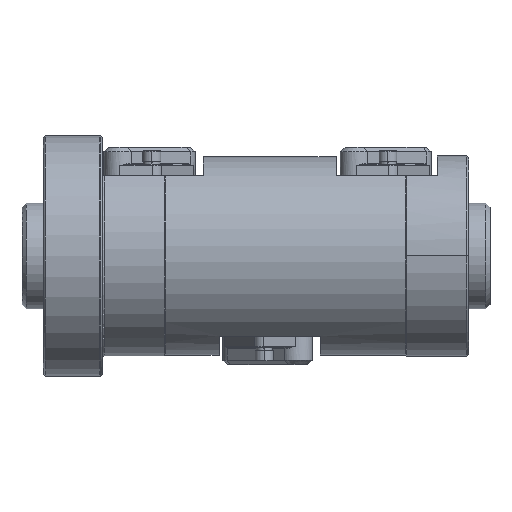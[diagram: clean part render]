
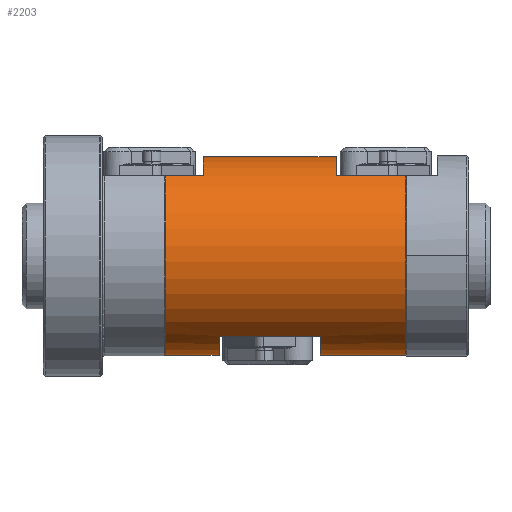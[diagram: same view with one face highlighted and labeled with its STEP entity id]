
A CAD part, top view. The second image highlights one B-rep face of the part: STEP entity #2203.
In plain terms, the highlighted cylindrical face has radius 47 mm (diameter 94 mm), a partial arc.
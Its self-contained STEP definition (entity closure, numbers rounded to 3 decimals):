
#2094=CARTESIAN_POINT('',(-144.,0.,
0.));
#2095=DIRECTION('',(-1.,0.,0.));
#2096=DIRECTION('',(0.,-1.,0.));
#2097=AXIS2_PLACEMENT_3D('',#2094,#2095,#2096);
#2099=DIRECTION('',(1.,0.,0.));
#2100=VECTOR('',#2099,18.);
#2101=CARTESIAN_POINT('',(-144.,38.,27.659));
#2102=LINE('',#2101,#2100);
#2103=CARTESIAN_POINT('',(-126.,0.,0.));
#2104=DIRECTION('',(-1.,0.,0.));
#2105=DIRECTION('',(0.,0.809,0.588));
#2106=AXIS2_PLACEMENT_3D('',#2103,#2104,#2105);
#2108=DIRECTION('',(1.,0.,0.));
#2109=VECTOR('',#2108,63.);
#2110=CARTESIAN_POINT('',(-126.,47.,0.));
#2111=LINE('',#2110,#2109);
#2112=CARTESIAN_POINT('',(-63.,0.,0.));
#2113=DIRECTION('',(1.,0.,0.));
#2114=DIRECTION('',(0.,1.,0.));
#2115=AXIS2_PLACEMENT_3D('',#2112,#2113,#2114);
#2117=DIRECTION('',(1.,0.,0.));
#2118=VECTOR('',#2117,33.);
#2119=CARTESIAN_POINT('',(-63.,38.,27.659));
#2120=LINE('',#2119,#2118);
#2121=CARTESIAN_POINT('',(-30.,0.,0.));
#2122=DIRECTION('',(1.,0.,0.));
#2123=DIRECTION('',(0.,0.809,0.588));
#2124=AXIS2_PLACEMENT_3D('',#2121,#2122,#2123);
#2126=DIRECTION('',(-1.,0.,0.));
#2127=VECTOR('',#2126,40.5);
#2128=CARTESIAN_POINT('',(-30.,-47.,0.));
#2129=LINE('',#2128,#2127);
#2130=CARTESIAN_POINT('',(-70.5,0.,0.));
#2131=DIRECTION('',(-1.,0.,0.));
#2132=DIRECTION('',(0.,-1.,0.));
#2133=AXIS2_PLACEMENT_3D('',#2130,#2131,#2132);
#2135=DIRECTION('',(-1.,0.,0.));
#2136=VECTOR('',#2135,48.);
#2137=CARTESIAN_POINT('',(-70.5,-38.,27.659));
#2138=LINE('',#2137,#2136);
#2139=CARTESIAN_POINT('',(-118.5,0.,0.));
#2140=DIRECTION('',(1.,0.,0.));
#2141=DIRECTION('',(0.,-0.809,0.588));
#2142=AXIS2_PLACEMENT_3D('',#2139,#2140,#2141);
#2144=DIRECTION('',(-1.,0.,0.));
#2145=VECTOR('',#2144,25.5);
#2146=CARTESIAN_POINT('',(-118.5,-47.,0.));
#2147=LINE('',#2146,#2145);
#2148=CARTESIAN_POINT('',(-144.,-47.,
0.));
#2149=CARTESIAN_POINT('',(-144.,38.,27.659));
#2150=VERTEX_POINT('',#2148);
#2151=VERTEX_POINT('',#2149);
#2152=CARTESIAN_POINT('',(-126.,38.,27.659));
#2153=VERTEX_POINT('',#2152);
#2154=CARTESIAN_POINT('',(-126.,47.,0.));
#2155=VERTEX_POINT('',#2154);
#2156=CARTESIAN_POINT('',(-63.,47.,0.));
#2157=VERTEX_POINT('',#2156);
#2158=CARTESIAN_POINT('',(-63.,38.,27.659));
#2159=VERTEX_POINT('',#2158);
#2160=CARTESIAN_POINT('',(-30.,38.,27.659));
#2161=VERTEX_POINT('',#2160);
#2162=CARTESIAN_POINT('',(-30.,-47.,0.));
#2163=VERTEX_POINT('',#2162);
#2164=CARTESIAN_POINT('',(-70.5,-47.,0.));
#2165=VERTEX_POINT('',#2164);
#2166=CARTESIAN_POINT('',(-70.5,-38.,27.659));
#2167=VERTEX_POINT('',#2166);
#2168=CARTESIAN_POINT('',(-118.5,-38.,27.659));
#2169=VERTEX_POINT('',#2168);
#2170=CARTESIAN_POINT('',(-118.5,-47.,0.));
#2171=VERTEX_POINT('',#2170);
#2172=CARTESIAN_POINT('',(-87.,0.,
0.));
#2173=DIRECTION('',(1.,0.,0.));
#2174=DIRECTION('',(0.,1.,0.));
#2175=AXIS2_PLACEMENT_3D('',#2172,#2173,#2174);
#2176=CYLINDRICAL_SURFACE('',#2175,47.);
#2178=ORIENTED_EDGE('',*,*,#2177,.T.);
#2180=ORIENTED_EDGE('',*,*,#2179,.T.);
#2182=ORIENTED_EDGE('',*,*,#2181,.T.);
#2184=ORIENTED_EDGE('',*,*,#2183,.T.);
#2186=ORIENTED_EDGE('',*,*,#2185,.T.);
#2188=ORIENTED_EDGE('',*,*,#2187,.T.);
#2190=ORIENTED_EDGE('',*,*,#2189,.T.);
#2192=ORIENTED_EDGE('',*,*,#2191,.T.);
#2194=ORIENTED_EDGE('',*,*,#2193,.T.);
#2196=ORIENTED_EDGE('',*,*,#2195,.T.);
#2198=ORIENTED_EDGE('',*,*,#2197,.T.);
#2200=ORIENTED_EDGE('',*,*,#2199,.T.);
#2201=EDGE_LOOP('',(#2178,#2180,#2182,#2184,#2186,#2188,#2190,#2192,#2194,#2196,
#2198,#2200));
#2202=FACE_OUTER_BOUND('',#2201,.F.);
#2203=ADVANCED_FACE('',(#2202),#2176,.T.);
#2098=CIRCLE('',#2097,47.);
#2107=CIRCLE('',#2106,47.);
#2116=CIRCLE('',#2115,47.);
#2125=CIRCLE('',#2124,47.);
#2134=CIRCLE('',#2133,47.);
#2143=CIRCLE('',#2142,47.);
#2177=EDGE_CURVE('',#2150,#2151,#2098,.T.);
#2179=EDGE_CURVE('',#2151,#2153,#2102,.T.);
#2181=EDGE_CURVE('',#2153,#2155,#2107,.T.);
#2183=EDGE_CURVE('',#2155,#2157,#2111,.T.);
#2185=EDGE_CURVE('',#2157,#2159,#2116,.T.);
#2187=EDGE_CURVE('',#2159,#2161,#2120,.T.);
#2189=EDGE_CURVE('',#2161,#2163,#2125,.T.);
#2191=EDGE_CURVE('',#2163,#2165,#2129,.T.);
#2193=EDGE_CURVE('',#2165,#2167,#2134,.T.);
#2195=EDGE_CURVE('',#2167,#2169,#2138,.T.);
#2197=EDGE_CURVE('',#2169,#2171,#2143,.T.);
#2199=EDGE_CURVE('',#2171,#2150,#2147,.T.);
